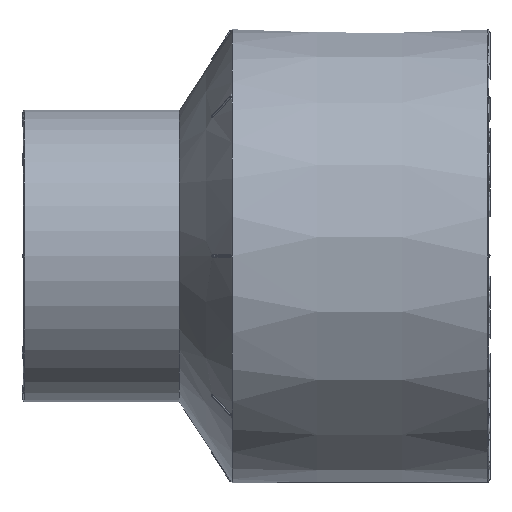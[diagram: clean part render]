
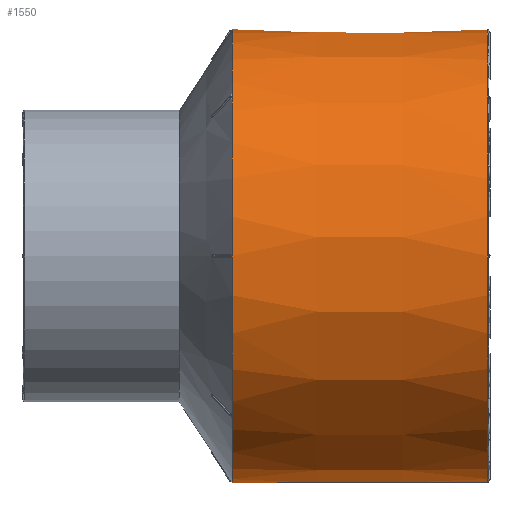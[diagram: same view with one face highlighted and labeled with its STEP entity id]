
A CAD part, left-side view. The second image highlights one B-rep face of the part: STEP entity #1550.
In plain terms, the highlighted conical face has half-angle 0.057 degrees and reference radius 44.999 mm.
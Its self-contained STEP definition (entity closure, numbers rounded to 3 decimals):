
#1529=CONICAL_SURFACE('',#25225,45.,0.057);
#1550=ADVANCED_FACE('',(#6891,#6892),#1529,.T.);
#6666=CIRCLE('',#25145,45.05);
#6733=CIRCLE('',#25224,45.);
#6891=FACE_BOUND('',#6994,.T.);
#6892=FACE_BOUND('',#6995,.T.);
#6994=EDGE_LOOP('',(#9438));
#6995=EDGE_LOOP('',(#9439));
#9438=ORIENTED_EDGE('',*,*,#19636,.T.);
#9439=ORIENTED_EDGE('',*,*,#19808,.T.);
#17050=VERTEX_POINT('',#36332);
#17196=VERTEX_POINT('',#37405);
#19636=EDGE_CURVE('',#17050,#17050,#6666,.T.);
#19808=EDGE_CURVE('',#17196,#17196,#6733,.T.);
#25145=AXIS2_PLACEMENT_3D('',#36331,#26756,#26757);
#25224=AXIS2_PLACEMENT_3D('',#37404,#26936,#26937);
#25225=AXIS2_PLACEMENT_3D('',#37406,#26938,#26939);
#26756=DIRECTION('',(0.,-1.,0.));
#26757=DIRECTION('',(0.,0.,-1.));
#26936=DIRECTION('',(0.,1.,0.));
#26937=DIRECTION('',(0.,0.,-1.));
#26938=DIRECTION('',(0.,1.,0.));
#26939=DIRECTION('',(0.,0.,1.));
#36331=CARTESIAN_POINT('',(8381.026,-746.733,-146.));
#36332=CARTESIAN_POINT('',(8381.026,-746.733,-191.05));
#37404=CARTESIAN_POINT('',(8381.026,-797.483,-146.));
#37405=CARTESIAN_POINT('',(8381.026,-797.483,-191.));
#37406=CARTESIAN_POINT('',(8381.026,-797.733,-146.));
